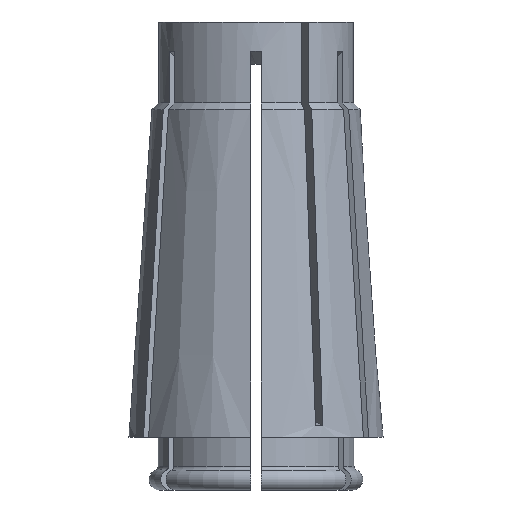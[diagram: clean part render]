
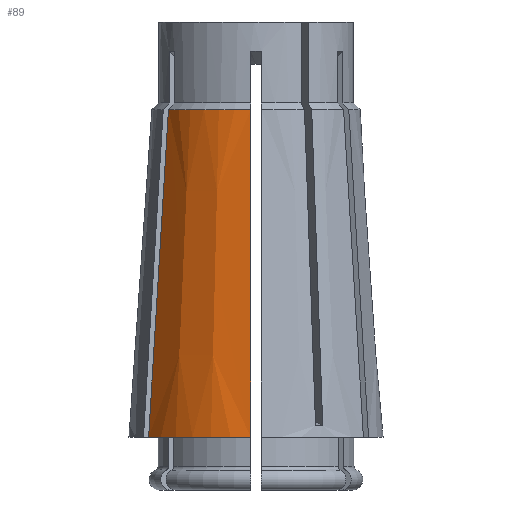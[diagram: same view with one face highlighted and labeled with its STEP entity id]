
A CAD part, front view. The second image highlights one B-rep face of the part: STEP entity #89.
In plain terms, the highlighted conical face has half-angle 4 degrees and reference radius 12.25 mm.
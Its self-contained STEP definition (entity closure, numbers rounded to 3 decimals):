
#75 = EDGE_CURVE ( 'NONE', #1314, #1735, #2199, .T. ) ;
#89 = ADVANCED_FACE ( 'NONE', ( #1141 ), #2185, .T. ) ;
#126 = AXIS2_PLACEMENT_3D ( 'NONE', #2791, #1060, #3394 ) ;
#185 = CARTESIAN_POINT ( 'NONE',  ( 0., 0., -40. ) ) ;
#191 = EDGE_CURVE ( 'NONE', #1314, #1330, #2419, .T. ) ;
#291 = CARTESIAN_POINT ( 'NONE',  ( -0.5, -10.27, -11.86 ) ) ;
#307 = VERTEX_POINT ( 'NONE', #2833 ) ;
#324 = ORIENTED_EDGE ( 'NONE', *, *, #2307, .F. ) ;
#426 = CARTESIAN_POINT ( 'NONE',  ( -8.789, -5.652, -14.25 ) ) ;
#504 = CIRCLE ( 'NONE', #3594, 10.044 ) ;
#567 = CARTESIAN_POINT ( 'NONE',  ( 0., 0., -8.444 ) ) ;
#732 = CARTESIAN_POINT ( 'NONE',  ( -8.965, -5.753, -17.153 ) ) ;
#807 = DIRECTION ( 'NONE',  ( 1., 0., 0. ) ) ;
#854 = CARTESIAN_POINT ( 'NONE',  ( -0.5, -12.048, -37.251 ) ) ;
#855 = CARTESIAN_POINT ( 'NONE',  ( -10.35, -6.553, -40. ) ) ;
#897 = CARTESIAN_POINT ( 'NONE',  ( -0.5, -11.951, -35.877 ) ) ;
#1060 = DIRECTION ( 'NONE',  ( 0., 0., -1. ) ) ;
#1072 = CARTESIAN_POINT ( 'NONE',  ( -8.613, -5.55, -11.347 ) ) ;
#1141 = FACE_OUTER_BOUND ( 'NONE', #2607, .T. ) ;
#1314 = VERTEX_POINT ( 'NONE', #855 ) ;
#1321 = CARTESIAN_POINT ( 'NONE',  ( -10.35, -6.553, -40. ) ) ;
#1330 = VERTEX_POINT ( 'NONE', #2924 ) ;
#1440 = ORIENTED_EDGE ( 'NONE', *, *, #3714, .T. ) ;
#1480 = CARTESIAN_POINT ( 'NONE',  ( -0.5, -10.91, -21.004 ) ) ;
#1659 = CARTESIAN_POINT ( 'NONE',  ( -9.427, -6.02, -24.769 ) ) ;
#1735 = VERTEX_POINT ( 'NONE', #2900 ) ;
#1948 = CARTESIAN_POINT ( 'NONE',  ( -8.437, -5.449, -8.444 ) ) ;
#2031 = ORIENTED_EDGE ( 'NONE', *, *, #75, .F. ) ;
#2077 = CARTESIAN_POINT ( 'NONE',  ( -0.5, -12.24, -40. ) ) ;
#2185 = CONICAL_SURFACE ( 'NONE', #126, 12.25, 0.07 ) ;
#2199 = B_SPLINE_CURVE_WITH_KNOTS ( 'NONE', 3,
 ( #1321, #3711, #1659, #732, #426, #1072, #1948 ),
 .UNSPECIFIED., .F., .F.,
 ( 4, 3, 4 ),
 ( 0., 0.023, 0.032 ),
 .UNSPECIFIED. ) ;
#2307 = EDGE_CURVE ( 'NONE', #1735, #307, #504, .T. ) ;
#2368 = CARTESIAN_POINT ( 'NONE',  ( -0.5, -10.031, -8.444 ) ) ;
#2419 = CIRCLE ( 'NONE', #2455, 12.25 ) ;
#2455 = AXIS2_PLACEMENT_3D ( 'NONE', #185, #3168, #807 ) ;
#2607 = EDGE_LOOP ( 'NONE', ( #2031, #2640, #1440, #324 ) ) ;
#2619 = DIRECTION ( 'NONE',  ( 0., 0., 1. ) ) ;
#2640 = ORIENTED_EDGE ( 'NONE', *, *, #191, .T. ) ;
#2791 = CARTESIAN_POINT ( 'NONE',  ( 0., 0., -40. ) ) ;
#2833 = CARTESIAN_POINT ( 'NONE',  ( -0.5, -10.031, -8.444 ) ) ;
#2900 = CARTESIAN_POINT ( 'NONE',  ( -8.437, -5.449, -8.444 ) ) ;
#2923 = CARTESIAN_POINT ( 'NONE',  ( -0.5, -10.151, -10.152 ) ) ;
#2924 = CARTESIAN_POINT ( 'NONE',  ( -0.5, -12.24, -40. ) ) ;
#2958 = CARTESIAN_POINT ( 'NONE',  ( -0.5, -10.39, -13.568 ) ) ;
#2975 = CARTESIAN_POINT ( 'NONE',  ( -0.5, -12.144, -38.626 ) ) ;
#3168 = DIRECTION ( 'NONE',  ( 0., 0., 1. ) ) ;
#3231 = CARTESIAN_POINT ( 'NONE',  ( -0.5, -11.431, -28.441 ) ) ;
#3394 = DIRECTION ( 'NONE',  ( -1., 0., 0. ) ) ;
#3513 = DIRECTION ( 'NONE',  ( 1., 0., 0. ) ) ;
#3570 = B_SPLINE_CURVE_WITH_KNOTS ( 'NONE', 3,
 ( #2077, #2975, #854, #897, #3231, #1480, #2958, #291, #2923, #2368 ),
 .UNSPECIFIED., .F., .F.,
 ( 4, 3, 3, 4 ),
 ( 0.018, 0.022, 0.045, 0.05 ),
 .UNSPECIFIED. ) ;
#3594 = AXIS2_PLACEMENT_3D ( 'NONE', #567, #2619, #3513 ) ;
#3711 = CARTESIAN_POINT ( 'NONE',  ( -9.889, -6.287, -32.384 ) ) ;
#3714 = EDGE_CURVE ( 'NONE', #1330, #307, #3570, .T. ) ;
